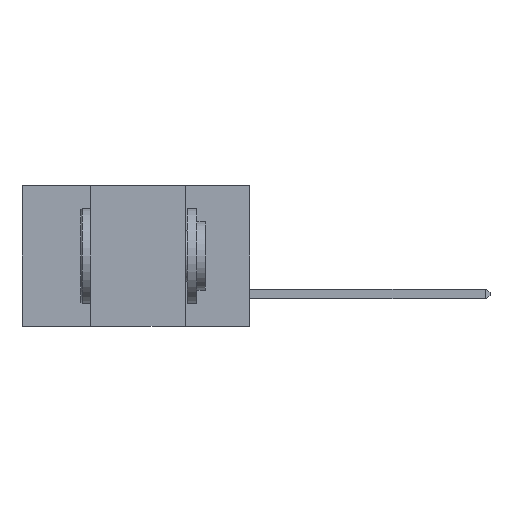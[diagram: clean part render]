
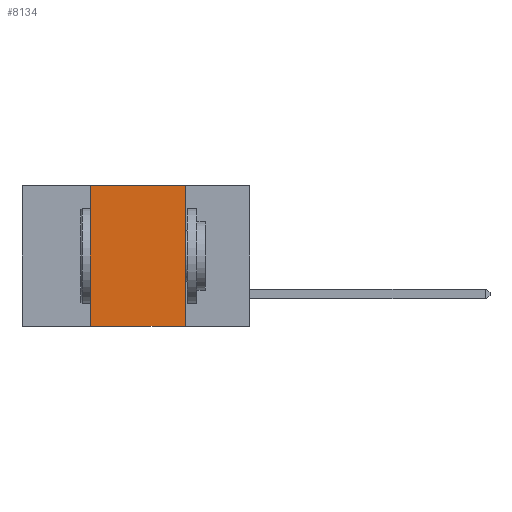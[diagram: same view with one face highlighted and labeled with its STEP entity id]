
A CAD part, left-side view. The second image highlights one B-rep face of the part: STEP entity #8134.
In plain terms, the highlighted planar face has unit normal (-1, 0, 0).
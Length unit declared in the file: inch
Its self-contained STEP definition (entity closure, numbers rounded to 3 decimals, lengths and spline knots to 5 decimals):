
#199 = VECTOR ( 'NONE', #8690, 39.37008 ) ;
#782 = EDGE_CURVE ( 'NONE', #2845, #3423, #3426, .T. ) ;
#1735 = EDGE_CURVE ( 'NONE', #15297, #6630, #9643, .T. ) ;
#2845 = VERTEX_POINT ( 'NONE', #11571 ) ;
#2879 = CARTESIAN_POINT ( 'NONE',  ( 0., 0.6, 0. ) ) ;
#3423 = VERTEX_POINT ( 'NONE', #15805 ) ;
#3426 = LINE ( 'NONE', #16637, #199 ) ;
#3433 = EDGE_CURVE ( 'NONE', #3423, #15297, #11603, .T. ) ;
#3479 = CARTESIAN_POINT ( 'NONE',  ( 0., 0.17, 0. ) ) ;
#3776 = CARTESIAN_POINT ( 'NONE',  ( 0., 0.6, -0.37 ) ) ;
#4169 = VECTOR ( 'NONE', #15416, 39.37008 ) ;
#4249 = ORIENTED_EDGE ( 'NONE', *, *, #3433, .F. ) ;
#4327 = AXIS2_PLACEMENT_3D ( 'NONE', #2879, #13439, #5573 ) ;
#4752 = VECTOR ( 'NONE', #14283, 39.37008 ) ;
#5573 = DIRECTION ( 'NONE',  ( 0., 0., -1. ) ) ;
#6630 = VERTEX_POINT ( 'NONE', #9896 ) ;
#7363 = ORIENTED_EDGE ( 'NONE', *, *, #1735, .F. ) ;
#7874 = LINE ( 'NONE', #3776, #4752 ) ;
#8134 = ADVANCED_FACE ( 'NONE', ( #12971 ), #13382, .F. ) ;
#8136 = EDGE_LOOP ( 'NONE', ( #7363, #4249, #11291, #8190 ) ) ;
#8190 = ORIENTED_EDGE ( 'NONE', *, *, #16850, .T. ) ;
#8690 = DIRECTION ( 'NONE',  ( 0., 0., 1. ) ) ;
#9643 = LINE ( 'NONE', #14167, #15987 ) ;
#9896 = CARTESIAN_POINT ( 'NONE',  ( 0., 0.17, -0.37 ) ) ;
#11291 = ORIENTED_EDGE ( 'NONE', *, *, #782, .F. ) ;
#11571 = CARTESIAN_POINT ( 'NONE',  ( 0., 0.42, -0.37 ) ) ;
#11603 = LINE ( 'NONE', #15720, #4169 ) ;
#12971 = FACE_OUTER_BOUND ( 'NONE', #8136, .T. ) ;
#13382 = PLANE ( 'NONE',  #4327 ) ;
#13439 = DIRECTION ( 'NONE',  ( 1., 0., 0. ) ) ;
#14167 = CARTESIAN_POINT ( 'NONE',  ( 0., 0.17, 0. ) ) ;
#14188 = DIRECTION ( 'NONE',  ( 0., 0., -1. ) ) ;
#14283 = DIRECTION ( 'NONE',  ( 0., -1., 0. ) ) ;
#15297 = VERTEX_POINT ( 'NONE', #3479 ) ;
#15416 = DIRECTION ( 'NONE',  ( 0., -1., 0. ) ) ;
#15720 = CARTESIAN_POINT ( 'NONE',  ( 0., 0.6, 0. ) ) ;
#15805 = CARTESIAN_POINT ( 'NONE',  ( 0., 0.42, 0. ) ) ;
#15987 = VECTOR ( 'NONE', #14188, 39.37008 ) ;
#16637 = CARTESIAN_POINT ( 'NONE',  ( 0., 0.42, 0. ) ) ;
#16850 = EDGE_CURVE ( 'NONE', #2845, #6630, #7874, .T. ) ;
